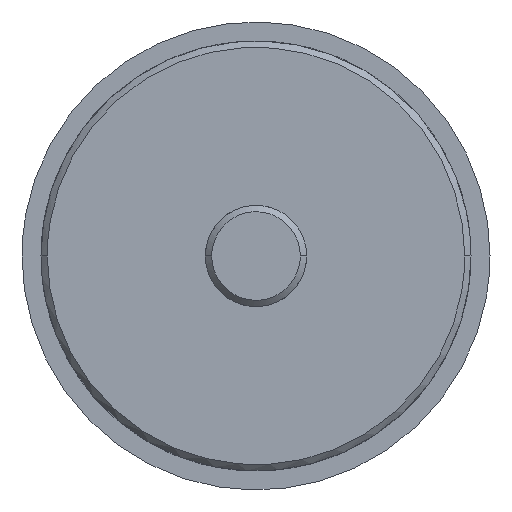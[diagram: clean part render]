
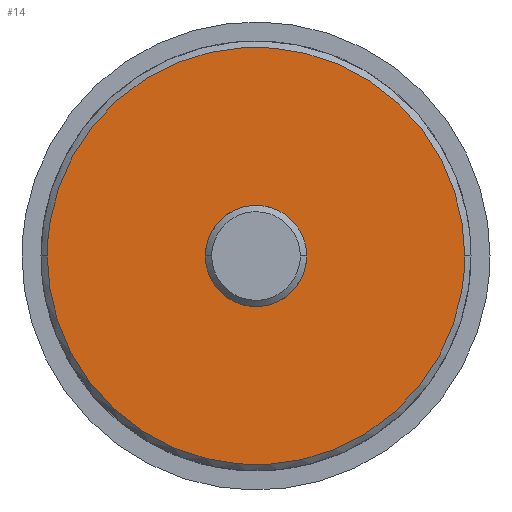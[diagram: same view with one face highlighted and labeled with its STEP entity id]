
A CAD part, left-side view. The second image highlights one B-rep face of the part: STEP entity #14.
In plain terms, the highlighted planar face has unit normal (-1, 0, 0).
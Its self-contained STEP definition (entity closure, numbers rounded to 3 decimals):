
#14=ADVANCED_FACE('',(#85,#75),#831,.T.);
#75=FACE_BOUND('',#147,.T.);
#85=FACE_OUTER_BOUND('',#146,.T.);
#146=EDGE_LOOP('',(#217,#218));
#147=EDGE_LOOP('',(#219,#220));
#217=ORIENTED_EDGE('',*,*,#462,.T.);
#218=ORIENTED_EDGE('',*,*,#461,.T.);
#219=ORIENTED_EDGE('',*,*,#464,.F.);
#220=ORIENTED_EDGE('',*,*,#463,.F.);
#461=EDGE_CURVE('',#705,#706,#640,.T.);
#462=EDGE_CURVE('',#706,#705,#641,.T.);
#463=EDGE_CURVE('',#707,#708,#642,.T.);
#464=EDGE_CURVE('',#708,#707,#643,.T.);
#640=(
BOUNDED_CURVE()
B_SPLINE_CURVE(2,(#1398,#1399,#1400,#1401,#1402),.UNSPECIFIED.,.F.,.F.)
B_SPLINE_CURVE_WITH_KNOTS((3,2,3),(0.,25.918,51.836),
 .UNSPECIFIED.)
CURVE()
GEOMETRIC_REPRESENTATION_ITEM()
RATIONAL_B_SPLINE_CURVE((1.,0.707,1.,0.707,1.))
REPRESENTATION_ITEM('')
);
#641=(
BOUNDED_CURVE()
B_SPLINE_CURVE(2,(#1403,#1404,#1405,#1406,#1407),.UNSPECIFIED.,.F.,.F.)
B_SPLINE_CURVE_WITH_KNOTS((3,2,3),(0.,25.918,51.836),
 .UNSPECIFIED.)
CURVE()
GEOMETRIC_REPRESENTATION_ITEM()
RATIONAL_B_SPLINE_CURVE((1.,0.707,1.,0.707,1.))
REPRESENTATION_ITEM('')
);
#642=(
BOUNDED_CURVE()
B_SPLINE_CURVE(2,(#1408,#1409,#1410,#1411,#1412),.UNSPECIFIED.,.F.,.F.)
B_SPLINE_CURVE_WITH_KNOTS((3,2,3),(0.,6.283,12.566),
 .UNSPECIFIED.)
CURVE()
GEOMETRIC_REPRESENTATION_ITEM()
RATIONAL_B_SPLINE_CURVE((1.,0.707,1.,0.707,1.))
REPRESENTATION_ITEM('')
);
#643=(
BOUNDED_CURVE()
B_SPLINE_CURVE(2,(#1413,#1414,#1415,#1416,#1417),.UNSPECIFIED.,.F.,.F.)
B_SPLINE_CURVE_WITH_KNOTS((3,2,3),(0.,6.283,12.566),
 .UNSPECIFIED.)
CURVE()
GEOMETRIC_REPRESENTATION_ITEM()
RATIONAL_B_SPLINE_CURVE((1.,0.707,1.,0.707,1.))
REPRESENTATION_ITEM('')
);
#705=VERTEX_POINT('',#1325);
#706=VERTEX_POINT('',#1326);
#707=VERTEX_POINT('',#1327);
#708=VERTEX_POINT('',#1328);
#831=PLANE('',#927);
#927=AXIS2_PLACEMENT_3D('',#993,#960,$);
#960=DIRECTION('',(-1.,0.,0.));
#993=CARTESIAN_POINT('',(-2.524,-17.461,-16.5));
#1325=CARTESIAN_POINT('',(-2.524,-17.461,0.));
#1326=CARTESIAN_POINT('',(-2.524,15.539,0.));
#1327=CARTESIAN_POINT('',(-2.524,-4.961,0.));
#1328=CARTESIAN_POINT('',(-2.524,3.039,0.));
#1398=CARTESIAN_POINT('',(-2.524,-17.461,0.));
#1399=CARTESIAN_POINT('',(-2.524,-17.461,16.5));
#1400=CARTESIAN_POINT('',(-2.524,-0.961,16.5));
#1401=CARTESIAN_POINT('',(-2.524,15.539,16.5));
#1402=CARTESIAN_POINT('',(-2.524,15.539,0.));
#1403=CARTESIAN_POINT('',(-2.524,15.539,0.));
#1404=CARTESIAN_POINT('',(-2.524,15.539,-16.5));
#1405=CARTESIAN_POINT('',(-2.524,-0.961,-16.5));
#1406=CARTESIAN_POINT('',(-2.524,-17.461,-16.5));
#1407=CARTESIAN_POINT('',(-2.524,-17.461,0.));
#1408=CARTESIAN_POINT('',(-2.524,-4.961,0.));
#1409=CARTESIAN_POINT('',(-2.524,-4.961,4.));
#1410=CARTESIAN_POINT('',(-2.524,-0.961,4.));
#1411=CARTESIAN_POINT('',(-2.524,3.039,4.));
#1412=CARTESIAN_POINT('',(-2.524,3.039,0.));
#1413=CARTESIAN_POINT('',(-2.524,3.039,0.));
#1414=CARTESIAN_POINT('',(-2.524,3.039,-4.));
#1415=CARTESIAN_POINT('',(-2.524,-0.961,-4.));
#1416=CARTESIAN_POINT('',(-2.524,-4.961,-4.));
#1417=CARTESIAN_POINT('',(-2.524,-4.961,0.));
